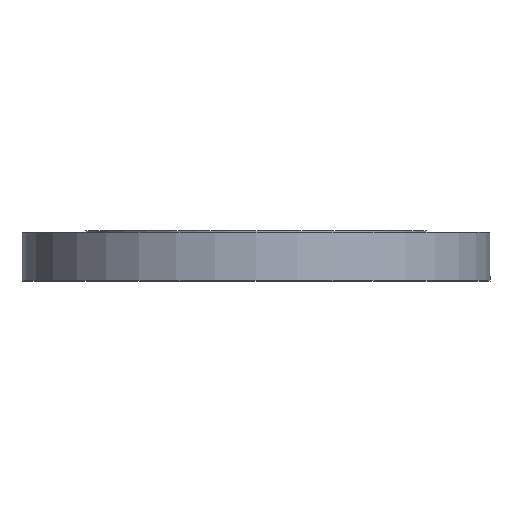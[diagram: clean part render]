
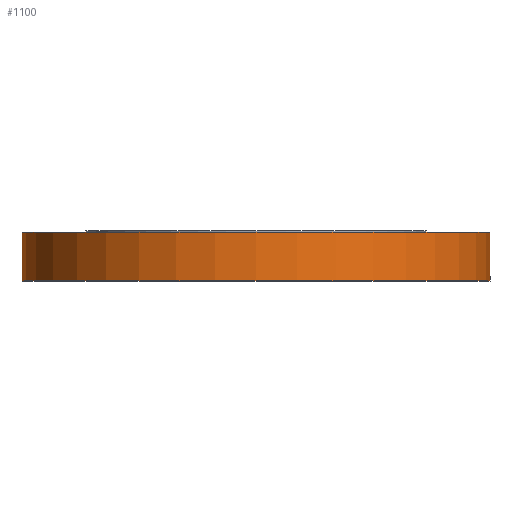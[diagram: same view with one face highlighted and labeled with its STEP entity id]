
A CAD part, top view. The second image highlights one B-rep face of the part: STEP entity #1100.
In plain terms, the highlighted cylindrical face has radius 222.25 mm (diameter 444.5 mm), a partial arc.
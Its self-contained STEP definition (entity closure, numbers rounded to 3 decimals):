
#67 = CARTESIAN_POINT ( 'NONE',  ( 0., 0., 0. ) ) ;
#91 = EDGE_CURVE ( 'NONE', #1101, #267, #1121, .T. ) ;
#112 = ORIENTED_EDGE ( 'NONE', *, *, #338, .F. ) ;
#145 = DIRECTION ( 'NONE',  ( 0., 1., 0. ) ) ;
#167 = CARTESIAN_POINT ( 'NONE',  ( -222.25, 0., 0. ) ) ;
#172 = EDGE_CURVE ( 'NONE', #1101, #314, #1137, .T. ) ;
#215 = DIRECTION ( 'NONE',  ( 0., 1., 0. ) ) ;
#244 = ORIENTED_EDGE ( 'NONE', *, *, #172, .T. ) ;
#267 = VERTEX_POINT ( 'NONE', #877 ) ;
#274 = CARTESIAN_POINT ( 'NONE',  ( 0., 100.481, 0. ) ) ;
#285 = EDGE_LOOP ( 'NONE', ( #244, #1207, #112, #690 ) ) ;
#314 = VERTEX_POINT ( 'NONE', #1214 ) ;
#320 = DIRECTION ( 'NONE',  ( -1., 0., 0. ) ) ;
#338 = EDGE_CURVE ( 'NONE', #267, #746, #949, .T. ) ;
#362 = FACE_OUTER_BOUND ( 'NONE', #285, .T. ) ;
#370 = CYLINDRICAL_SURFACE ( 'NONE', #451, 222.25 ) ;
#385 = EDGE_CURVE ( 'NONE', #314, #746, #760, .T. ) ;
#451 = AXIS2_PLACEMENT_3D ( 'NONE', #274, #145, #627 ) ;
#575 = CARTESIAN_POINT ( 'NONE',  ( -222.25, 100.481, 0. ) ) ;
#627 = DIRECTION ( 'NONE',  ( -1., 0., 0. ) ) ;
#632 = AXIS2_PLACEMENT_3D ( 'NONE', #991, #863, #320 ) ;
#690 = ORIENTED_EDGE ( 'NONE', *, *, #91, .F. ) ;
#728 = VECTOR ( 'NONE', #1011, 1000. ) ;
#739 = DIRECTION ( 'NONE',  ( -1., 0., 0. ) ) ;
#746 = VERTEX_POINT ( 'NONE', #1056 ) ;
#760 = LINE ( 'NONE', #1432, #813 ) ;
#813 = VECTOR ( 'NONE', #215, 1000. ) ;
#841 = DIRECTION ( 'NONE',  ( 0., 1., 0. ) ) ;
#863 = DIRECTION ( 'NONE',  ( 0., 1., 0. ) ) ;
#877 = CARTESIAN_POINT ( 'NONE',  ( -222.25, 46., 0. ) ) ;
#949 = CIRCLE ( 'NONE', #632, 222.25 ) ;
#991 = CARTESIAN_POINT ( 'NONE',  ( 0., 46., 0. ) ) ;
#1011 = DIRECTION ( 'NONE',  ( 0., 1., 0. ) ) ;
#1056 = CARTESIAN_POINT ( 'NONE',  ( 222.25, 46., 0. ) ) ;
#1100 = ADVANCED_FACE ( 'NONE', ( #362 ), #370, .T. ) ;
#1101 = VERTEX_POINT ( 'NONE', #167 ) ;
#1121 = LINE ( 'NONE', #575, #728 ) ;
#1137 = CIRCLE ( 'NONE', #1206, 222.25 ) ;
#1206 = AXIS2_PLACEMENT_3D ( 'NONE', #67, #841, #739 ) ;
#1207 = ORIENTED_EDGE ( 'NONE', *, *, #385, .T. ) ;
#1214 = CARTESIAN_POINT ( 'NONE',  ( 222.25, 0., 0. ) ) ;
#1432 = CARTESIAN_POINT ( 'NONE',  ( 222.25, 100.481, 0. ) ) ;
